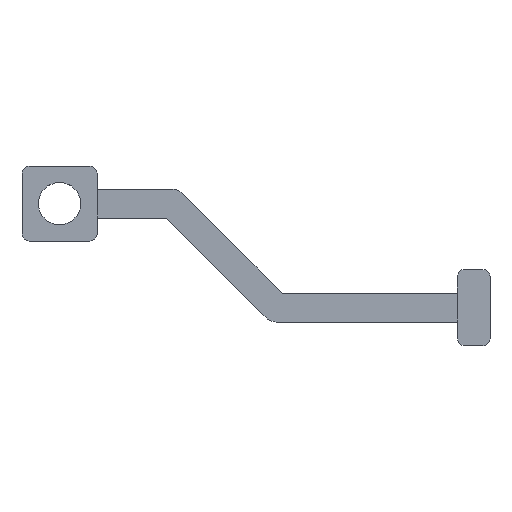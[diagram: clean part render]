
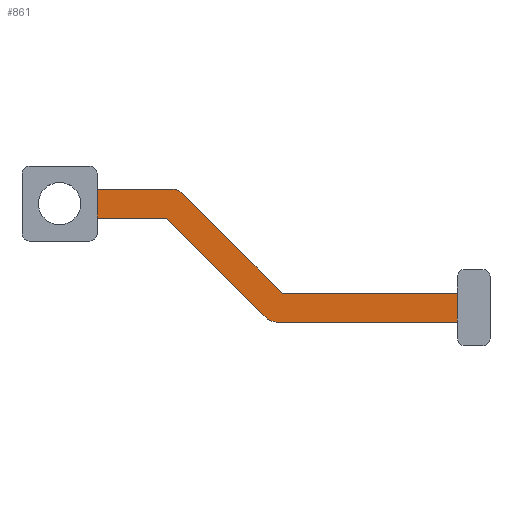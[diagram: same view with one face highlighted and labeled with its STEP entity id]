
A CAD part, top view. The second image highlights one B-rep face of the part: STEP entity #861.
In plain terms, the highlighted planar face has unit normal (0, 0, 1).
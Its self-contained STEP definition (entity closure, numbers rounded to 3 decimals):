
#747 = VERTEX_POINT('',#748);
#748 = CARTESIAN_POINT('',(49.675,-30.9,1.545));
#754 = EDGE_CURVE('',#755,#747,#757,.T.);
#755 = VERTEX_POINT('',#756);
#756 = CARTESIAN_POINT('',(49.675,-31.9,1.545));
#757 = LINE('',#758,#759);
#758 = CARTESIAN_POINT('',(49.675,-32.475,1.545));
#759 = VECTOR('',#760,1.);
#760 = DIRECTION('',(0.,1.,0.));
#861 = ADVANCED_FACE('',(#862),#983,.T.);
#862 = FACE_BOUND('',#863,.T.);
#863 = EDGE_LOOP('',(#864,#865,#873,#881,#889,#897,#905,#913,#921,#929,
    #937,#945,#953,#961,#969,#977));
#864 = ORIENTED_EDGE('',*,*,#754,.T.);
#865 = ORIENTED_EDGE('',*,*,#866,.F.);
#866 = EDGE_CURVE('',#867,#747,#869,.T.);
#867 = VERTEX_POINT('',#868);
#868 = CARTESIAN_POINT('',(43.607,-30.9,1.545));
#869 = LINE('',#870,#871);
#870 = CARTESIAN_POINT('',(43.607,-30.9,1.545));
#871 = VECTOR('',#872,1.);
#872 = DIRECTION('',(1.,0.,0.));
#873 = ORIENTED_EDGE('',*,*,#874,.F.);
#874 = EDGE_CURVE('',#875,#867,#877,.T.);
#875 = VERTEX_POINT('',#876);
#876 = CARTESIAN_POINT('',(40.154,-27.446,1.545));
#877 = LINE('',#878,#879);
#878 = CARTESIAN_POINT('',(40.154,-27.446,1.545));
#879 = VECTOR('',#880,1.);
#880 = DIRECTION('',(0.707,-0.707,0.));
#881 = ORIENTED_EDGE('',*,*,#882,.F.);
#882 = EDGE_CURVE('',#883,#875,#885,.T.);
#883 = VERTEX_POINT('',#884);
#884 = CARTESIAN_POINT('',(40.104,-27.403,1.545));
#885 = LINE('',#886,#887);
#886 = CARTESIAN_POINT('',(40.104,-27.403,1.545));
#887 = VECTOR('',#888,1.);
#888 = DIRECTION('',(0.752,-0.659,0.));
#889 = ORIENTED_EDGE('',*,*,#890,.F.);
#890 = EDGE_CURVE('',#891,#883,#893,.T.);
#891 = VERTEX_POINT('',#892);
#892 = CARTESIAN_POINT('',(39.991,-27.338,1.545));
#893 = LINE('',#894,#895);
#894 = CARTESIAN_POINT('',(39.991,-27.338,1.545));
#895 = VECTOR('',#896,1.);
#896 = DIRECTION('',(0.866,-0.5,0.));
#897 = ORIENTED_EDGE('',*,*,#898,.F.);
#898 = EDGE_CURVE('',#899,#891,#901,.T.);
#899 = VERTEX_POINT('',#900);
#900 = CARTESIAN_POINT('',(39.865,-27.304,1.545));
#901 = LINE('',#902,#903);
#902 = CARTESIAN_POINT('',(39.865,-27.304,1.545));
#903 = VECTOR('',#904,1.);
#904 = DIRECTION('',(0.966,-0.259,0.));
#905 = ORIENTED_EDGE('',*,*,#906,.F.);
#906 = EDGE_CURVE('',#907,#899,#909,.T.);
#907 = VERTEX_POINT('',#908);
#908 = CARTESIAN_POINT('',(39.8,-27.3,1.545));
#909 = LINE('',#910,#911);
#910 = CARTESIAN_POINT('',(39.8,-27.3,1.545));
#911 = VECTOR('',#912,1.);
#912 = DIRECTION('',(0.998,-0.065,0.));
#913 = ORIENTED_EDGE('',*,*,#914,.F.);
#914 = EDGE_CURVE('',#915,#907,#917,.T.);
#915 = VERTEX_POINT('',#916);
#916 = CARTESIAN_POINT('',(37.2,-27.3,1.545));
#917 = LINE('',#918,#919);
#918 = CARTESIAN_POINT('',(36.438,-27.3,1.545));
#919 = VECTOR('',#920,1.);
#920 = DIRECTION('',(1.,0.,0.));
#921 = ORIENTED_EDGE('',*,*,#922,.T.);
#922 = EDGE_CURVE('',#915,#923,#925,.T.);
#923 = VERTEX_POINT('',#924);
#924 = CARTESIAN_POINT('',(37.2,-28.3,1.545));
#925 = LINE('',#926,#927);
#926 = CARTESIAN_POINT('',(37.2,-26.75,1.545));
#927 = VECTOR('',#928,1.);
#928 = DIRECTION('',(0.,-1.,0.));
#929 = ORIENTED_EDGE('',*,*,#930,.F.);
#930 = EDGE_CURVE('',#931,#923,#933,.T.);
#931 = VERTEX_POINT('',#932);
#932 = CARTESIAN_POINT('',(39.593,-28.3,1.545));
#933 = LINE('',#934,#935);
#934 = CARTESIAN_POINT('',(39.593,-28.3,1.545));
#935 = VECTOR('',#936,1.);
#936 = DIRECTION('',(-1.,0.,0.));
#937 = ORIENTED_EDGE('',*,*,#938,.F.);
#938 = EDGE_CURVE('',#939,#931,#941,.T.);
#939 = VERTEX_POINT('',#940);
#940 = CARTESIAN_POINT('',(43.046,-31.754,1.545));
#941 = LINE('',#942,#943);
#942 = CARTESIAN_POINT('',(43.046,-31.754,1.545));
#943 = VECTOR('',#944,1.);
#944 = DIRECTION('',(-0.707,0.707,0.));
#945 = ORIENTED_EDGE('',*,*,#946,.F.);
#946 = EDGE_CURVE('',#947,#939,#949,.T.);
#947 = VERTEX_POINT('',#948);
#948 = CARTESIAN_POINT('',(43.096,-31.797,1.545));
#949 = LINE('',#950,#951);
#950 = CARTESIAN_POINT('',(43.096,-31.797,1.545));
#951 = VECTOR('',#952,1.);
#952 = DIRECTION('',(-0.752,0.659,0.));
#953 = ORIENTED_EDGE('',*,*,#954,.F.);
#954 = EDGE_CURVE('',#955,#947,#957,.T.);
#955 = VERTEX_POINT('',#956);
#956 = CARTESIAN_POINT('',(43.209,-31.862,1.545));
#957 = LINE('',#958,#959);
#958 = CARTESIAN_POINT('',(43.209,-31.862,1.545));
#959 = VECTOR('',#960,1.);
#960 = DIRECTION('',(-0.866,0.5,0.));
#961 = ORIENTED_EDGE('',*,*,#962,.F.);
#962 = EDGE_CURVE('',#963,#955,#965,.T.);
#963 = VERTEX_POINT('',#964);
#964 = CARTESIAN_POINT('',(43.335,-31.896,1.545));
#965 = LINE('',#966,#967);
#966 = CARTESIAN_POINT('',(43.335,-31.896,1.545));
#967 = VECTOR('',#968,1.);
#968 = DIRECTION('',(-0.966,0.259,0.));
#969 = ORIENTED_EDGE('',*,*,#970,.F.);
#970 = EDGE_CURVE('',#971,#963,#973,.T.);
#971 = VERTEX_POINT('',#972);
#972 = CARTESIAN_POINT('',(43.4,-31.9,1.545));
#973 = LINE('',#974,#975);
#974 = CARTESIAN_POINT('',(43.4,-31.9,1.545));
#975 = VECTOR('',#976,1.);
#976 = DIRECTION('',(-0.998,0.065,0.));
#977 = ORIENTED_EDGE('',*,*,#978,.F.);
#978 = EDGE_CURVE('',#755,#971,#979,.T.);
#979 = LINE('',#980,#981);
#980 = CARTESIAN_POINT('',(50.238,-31.9,1.545));
#981 = VECTOR('',#982,1.);
#982 = DIRECTION('',(-1.,0.,0.));
#983 = PLANE('',#984);
#984 = AXIS2_PLACEMENT_3D('',#985,#986,#987);
#985 = CARTESIAN_POINT('',(0.,0.,1.545));
#986 = DIRECTION('',(0.,0.,1.));
#987 = DIRECTION('',(1.,0.,-0.));
